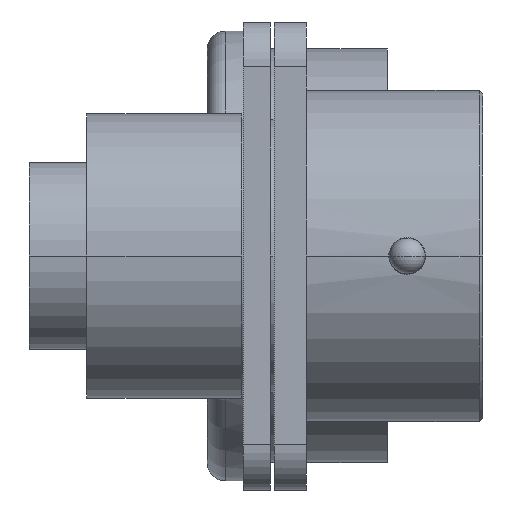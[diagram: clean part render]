
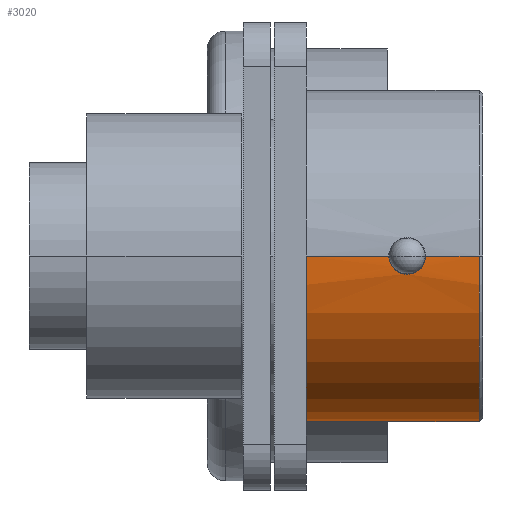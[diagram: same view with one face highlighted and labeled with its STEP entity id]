
A CAD part, front view. The second image highlights one B-rep face of the part: STEP entity #3020.
In plain terms, the highlighted cylindrical face has radius 9.2 mm (diameter 18.4 mm), a partial arc.
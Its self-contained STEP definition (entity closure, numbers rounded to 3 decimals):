
#23=CARTESIAN_POINT('',(25.,13.,-13.));
#24=DIRECTION('',(-1.,0.,0.));
#25=DIRECTION('',(0.,1.,0.));
#26=AXIS2_PLACEMENT_3D('',#23,#24,#25);
#28=CARTESIAN_POINT('',(25.,13.,-13.));
#29=DIRECTION('',(-1.,0.,0.));
#30=DIRECTION('',(0.,0.,-1.));
#31=AXIS2_PLACEMENT_3D('',#28,#29,#30);
#37=DIRECTION('',(-1.,0.,0.));
#38=VECTOR('',#37,8.);
#39=CARTESIAN_POINT('',(23.4,22.2,-13.));
#40=LINE('',#39,#38);
#41=DIRECTION('',(-1.,0.,0.));
#42=VECTOR('',#41,0.6);
#43=CARTESIAN_POINT('',(25.,22.2,-13.));
#44=LINE('',#43,#42);
#45=CARTESIAN_POINT('',(23.4,22.2,-13.));
#46=CARTESIAN_POINT('',(23.4,22.2,-13.057));
#47=CARTESIAN_POINT('',(23.42,22.199,-13.173));
#48=CARTESIAN_POINT('',(23.509,22.194,-13.328));
#49=CARTESIAN_POINT('',(23.646,22.189,-13.443));
#50=CARTESIAN_POINT('',(23.813,22.186,-13.503));
#51=CARTESIAN_POINT('',(23.989,22.186,-13.503));
#52=CARTESIAN_POINT('',(24.157,22.19,-13.441));
#53=CARTESIAN_POINT('',(24.293,22.195,-13.326));
#54=CARTESIAN_POINT('',(24.381,22.199,-13.171));
#55=CARTESIAN_POINT('',(24.4,22.2,-13.057));
#56=CARTESIAN_POINT('',(24.4,22.2,-13.));
#62=CARTESIAN_POINT('',(24.4,22.2,-13.));
#73=CARTESIAN_POINT('',(23.4,22.2,-13.));
#79=DIRECTION('',(-1.,0.,0.));
#80=VECTOR('',#79,2.975);
#81=CARTESIAN_POINT('',(25.,3.8,-13.));
#82=LINE('',#81,#80);
#83=DIRECTION('',(-1.,0.,0.));
#84=VECTOR('',#83,4.575);
#85=CARTESIAN_POINT('',(19.975,3.8,-13.));
#86=LINE('',#85,#84);
#210=CARTESIAN_POINT('',(19.975,3.8,-13.));
#243=CARTESIAN_POINT('',(22.025,17.6,-20.967));
#244=CARTESIAN_POINT('',(22.025,17.691,-20.915));
#245=CARTESIAN_POINT('',(21.992,17.874,-20.805));
#246=CARTESIAN_POINT('',(21.844,18.121,-20.645));
#247=CARTESIAN_POINT('',(21.61,18.313,-20.512));
#248=CARTESIAN_POINT('',(21.318,18.432,-20.425));
#249=CARTESIAN_POINT('',(21.,18.473,-20.395));
#250=CARTESIAN_POINT('',(20.677,18.431,-20.426));
#251=CARTESIAN_POINT('',(20.385,18.309,-20.514));
#252=CARTESIAN_POINT('',(20.154,18.118,-20.647));
#253=CARTESIAN_POINT('',(20.008,17.873,-20.806));
#254=CARTESIAN_POINT('',(19.975,17.691,-20.915));
#255=CARTESIAN_POINT('',(19.975,17.6,-20.967));
#276=CARTESIAN_POINT('',(19.975,17.6,-20.967));
#277=CARTESIAN_POINT('',(19.975,17.509,-21.02));
#278=CARTESIAN_POINT('',(20.008,17.322,-21.123));
#279=CARTESIAN_POINT('',(20.156,17.06,-21.257));
#280=CARTESIAN_POINT('',(20.39,16.849,-21.357));
#281=CARTESIAN_POINT('',(20.682,16.714,-21.417));
#282=CARTESIAN_POINT('',(21.,16.668,-21.437));
#283=CARTESIAN_POINT('',(21.323,16.715,-21.417));
#284=CARTESIAN_POINT('',(21.615,16.853,-21.355));
#285=CARTESIAN_POINT('',(21.846,17.063,-21.255));
#286=CARTESIAN_POINT('',(21.992,17.323,-21.123));
#287=CARTESIAN_POINT('',(22.025,17.509,-21.02));
#288=CARTESIAN_POINT('',(22.025,17.6,-20.967));
#395=CARTESIAN_POINT('',(22.025,3.8,-13.));
#396=CARTESIAN_POINT('',(22.025,3.8,-13.106));
#397=CARTESIAN_POINT('',(21.992,3.804,-13.319));
#398=CARTESIAN_POINT('',(21.844,3.819,-13.611));
#399=CARTESIAN_POINT('',(21.613,3.838,-13.843));
#400=CARTESIAN_POINT('',(21.32,3.853,-13.992));
#401=CARTESIAN_POINT('',(20.998,3.859,-14.042));
#402=CARTESIAN_POINT('',(20.677,3.853,-13.991));
#403=CARTESIAN_POINT('',(20.387,3.838,-13.842));
#404=CARTESIAN_POINT('',(20.156,3.819,-13.611));
#405=CARTESIAN_POINT('',(20.008,3.804,-13.319));
#406=CARTESIAN_POINT('',(19.975,3.8,-13.106));
#407=CARTESIAN_POINT('',(19.975,3.8,-13.));
#692=CARTESIAN_POINT('',(15.4,13.,-13.));
#693=DIRECTION('',(1.,0.,0.));
#694=DIRECTION('',(0.,-1.,0.));
#695=AXIS2_PLACEMENT_3D('',#692,#693,#694);
#2565=CARTESIAN_POINT('',(15.4,22.2,-13.));
#2566=CARTESIAN_POINT('',(15.4,3.8,-13.));
#2567=VERTEX_POINT('',#2565);
#2568=VERTEX_POINT('',#2566);
#2585=VERTEX_POINT('',#62);
#2586=VERTEX_POINT('',#73);
#2587=CARTESIAN_POINT('',(25.,22.2,-13.));
#2588=VERTEX_POINT('',#2587);
#2589=CARTESIAN_POINT('',(25.,3.8,-13.));
#2591=VERTEX_POINT('',#2589);
#2593=CARTESIAN_POINT('',(22.025,3.8,-13.));
#2594=VERTEX_POINT('',#2593);
#2595=VERTEX_POINT('',#210);
#2602=CARTESIAN_POINT('',(25.,13.,-22.2));
#2603=VERTEX_POINT('',#2602);
#2604=VERTEX_POINT('',#276);
#2605=VERTEX_POINT('',#288);
#2991=CARTESIAN_POINT('',(2.1,13.,-13.));
#2992=DIRECTION('',(1.,0.,0.));
#2993=DIRECTION('',(0.,-1.,0.));
#2994=AXIS2_PLACEMENT_3D('',#2991,#2992,#2993);
#2995=CYLINDRICAL_SURFACE('',#2994,9.2);
#2997=ORIENTED_EDGE('',*,*,#2996,.F.);
#2999=ORIENTED_EDGE('',*,*,#2998,.T.);
#3001=ORIENTED_EDGE('',*,*,#3000,.F.);
#3003=ORIENTED_EDGE('',*,*,#3002,.F.);
#3005=ORIENTED_EDGE('',*,*,#3004,.F.);
#3007=ORIENTED_EDGE('',*,*,#3006,.F.);
#3008=ORIENTED_EDGE('',*,*,#2978,.F.);
#3009=ORIENTED_EDGE('',*,*,#2976,.F.);
#3011=ORIENTED_EDGE('',*,*,#3010,.T.);
#3012=EDGE_LOOP('',(#2997,#2999,#3001,#3003,#3005,#3007,#3008,#3009,#3011));
#3013=FACE_OUTER_BOUND('',#3012,.F.);
#3015=ORIENTED_EDGE('',*,*,#3014,.F.);
#3017=ORIENTED_EDGE('',*,*,#3016,.F.);
#3018=EDGE_LOOP('',(#3015,#3017));
#3019=FACE_BOUND('',#3018,.F.);
#3020=ADVANCED_FACE('',(#3013,#3019),#2995,.T.);
#27=CIRCLE('',#26,9.2);
#32=CIRCLE('',#31,9.2);
#57=B_SPLINE_CURVE_WITH_KNOTS('',3,(#45,#46,#47,#48,#49,#50,#51,#52,#53,#54,#55,
#56),.UNSPECIFIED.,.F.,.F.,(4,1,1,1,1,1,1,1,1,4),(0.,0.111,
0.222,0.333,0.444,0.556,
0.667,0.778,0.889,1.),.UNSPECIFIED.);
#256=B_SPLINE_CURVE_WITH_KNOTS('',3,(#243,#244,#245,#246,#247,#248,#249,#250,
#251,#252,#253,#254,#255),.UNSPECIFIED.,.F.,.F.,(4,1,1,1,1,1,1,1,1,1,4),(0.,
0.1,0.2,0.3,0.4,0.5,0.6,0.7,0.8,0.9,1.),.UNSPECIFIED.);
#289=B_SPLINE_CURVE_WITH_KNOTS('',3,(#276,#277,#278,#279,#280,#281,#282,#283,
#284,#285,#286,#287,#288),.UNSPECIFIED.,.F.,.F.,(4,1,1,1,1,1,1,1,1,1,4),(0.,
0.1,0.2,0.3,0.4,0.5,0.6,0.7,0.8,0.9,1.),.UNSPECIFIED.);
#408=B_SPLINE_CURVE_WITH_KNOTS('',3,(#395,#396,#397,#398,#399,#400,#401,#402,
#403,#404,#405,#406,#407),.UNSPECIFIED.,.F.,.F.,(4,1,1,1,1,1,1,1,1,1,4),(0.,
0.1,0.2,0.3,0.4,0.5,0.6,0.7,0.8,0.9,1.),.UNSPECIFIED.);
#696=CIRCLE('',#695,9.2);
#2976=EDGE_CURVE('',#2588,#2603,#27,.T.);
#2978=EDGE_CURVE('',#2603,#2591,#32,.T.);
#2996=EDGE_CURVE('',#2586,#2585,#57,.T.);
#2998=EDGE_CURVE('',#2586,#2567,#40,.T.);
#3000=EDGE_CURVE('',#2568,#2567,#696,.T.);
#3002=EDGE_CURVE('',#2595,#2568,#86,.T.);
#3004=EDGE_CURVE('',#2594,#2595,#408,.T.);
#3006=EDGE_CURVE('',#2591,#2594,#82,.T.);
#3010=EDGE_CURVE('',#2588,#2585,#44,.T.);
#3014=EDGE_CURVE('',#2604,#2605,#289,.T.);
#3016=EDGE_CURVE('',#2605,#2604,#256,.T.);
